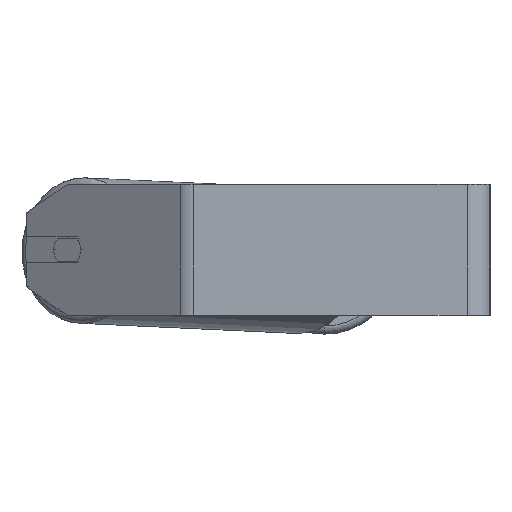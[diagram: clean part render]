
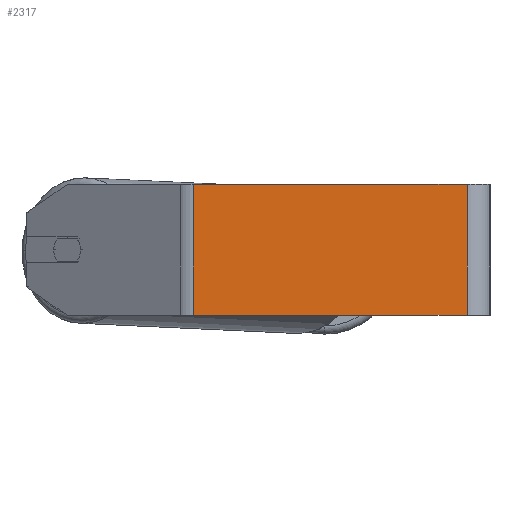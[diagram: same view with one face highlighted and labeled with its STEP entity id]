
A CAD part, left-side view. The second image highlights one B-rep face of the part: STEP entity #2317.
In plain terms, the highlighted planar face has unit normal (-1, 0, 0).
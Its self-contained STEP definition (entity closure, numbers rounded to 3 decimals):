
#363 = PLANE ( 'NONE',  #4862 ) ;
#721 = DIRECTION ( 'NONE',  ( 0., -1., 0. ) ) ;
#890 = CARTESIAN_POINT ( 'NONE',  ( -415., 185.79, -40. ) ) ;
#1145 = FACE_OUTER_BOUND ( 'NONE', #1210, .T. ) ;
#1210 = EDGE_LOOP ( 'NONE', ( #3335, #6218, #1461, #3648 ) ) ;
#1413 = LINE ( 'NONE', #4783, #4590 ) ;
#1461 = ORIENTED_EDGE ( 'NONE', *, *, #8116, .F. ) ;
#1482 = EDGE_CURVE ( 'NONE', #1789, #2406, #1850, .T. ) ;
#1673 = VECTOR ( 'NONE', #5013, 1000. ) ;
#1789 = VERTEX_POINT ( 'NONE', #2993 ) ;
#1850 = LINE ( 'NONE', #2040, #5556 ) ;
#2040 = CARTESIAN_POINT ( 'NONE',  ( -415., 181.376, 40. ) ) ;
#2182 = CARTESIAN_POINT ( 'NONE',  ( -415., 185.79, 40. ) ) ;
#2317 = ADVANCED_FACE ( 'NONE', ( #1145 ), #363, .F. ) ;
#2406 = VERTEX_POINT ( 'NONE', #4092 ) ;
#2893 = EDGE_CURVE ( 'NONE', #7640, #3679, #1413, .T. ) ;
#2993 = CARTESIAN_POINT ( 'NONE',  ( -415., 181.376, 40. ) ) ;
#3225 = DIRECTION ( 'NONE',  ( 0., 0., -1. ) ) ;
#3335 = ORIENTED_EDGE ( 'NONE', *, *, #8169, .T. ) ;
#3648 = ORIENTED_EDGE ( 'NONE', *, *, #1482, .T. ) ;
#3679 = VERTEX_POINT ( 'NONE', #6653 ) ;
#4092 = CARTESIAN_POINT ( 'NONE',  ( -415., 181.376, -40. ) ) ;
#4527 = DIRECTION ( 'NONE',  ( 1., 0., 0. ) ) ;
#4590 = VECTOR ( 'NONE', #5489, 1000. ) ;
#4783 = CARTESIAN_POINT ( 'NONE',  ( -415., 14., 40. ) ) ;
#4862 = AXIS2_PLACEMENT_3D ( 'NONE', #5770, #4527, #7217 ) ;
#5013 = DIRECTION ( 'NONE',  ( 0., -1., 0. ) ) ;
#5489 = DIRECTION ( 'NONE',  ( 0., 0., -1. ) ) ;
#5556 = VECTOR ( 'NONE', #3225, 1000. ) ;
#5770 = CARTESIAN_POINT ( 'NONE',  ( -415., 185.79, 40. ) ) ;
#6205 = VECTOR ( 'NONE', #721, 1000. ) ;
#6218 = ORIENTED_EDGE ( 'NONE', *, *, #2893, .F. ) ;
#6653 = CARTESIAN_POINT ( 'NONE',  ( -415., 14., -40. ) ) ;
#7217 = DIRECTION ( 'NONE',  ( 0., 0., -1. ) ) ;
#7419 = CARTESIAN_POINT ( 'NONE',  ( -415., 14., 40. ) ) ;
#7624 = LINE ( 'NONE', #890, #1673 ) ;
#7640 = VERTEX_POINT ( 'NONE', #7419 ) ;
#8116 = EDGE_CURVE ( 'NONE', #1789, #7640, #8243, .T. ) ;
#8169 = EDGE_CURVE ( 'NONE', #2406, #3679, #7624, .T. ) ;
#8243 = LINE ( 'NONE', #2182, #6205 ) ;
